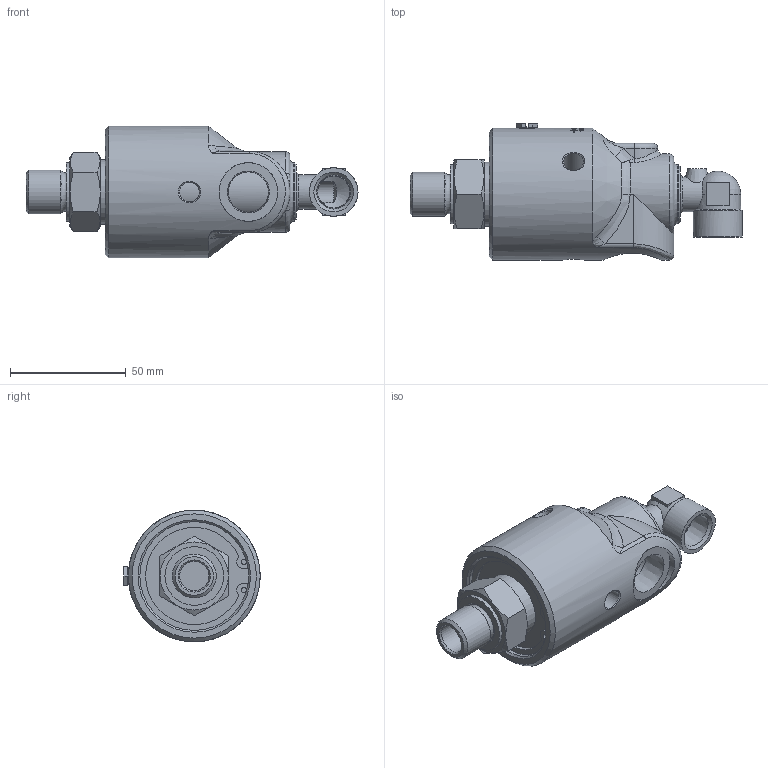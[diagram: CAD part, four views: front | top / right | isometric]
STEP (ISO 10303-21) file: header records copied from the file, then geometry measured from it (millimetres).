
FILE_DESCRIPTION(/* description */ (''),/* implementation_level */ '2;1');
FILE_NAME(/* name */ '157-000-022061-IC.stp',/* time_stamp */ '2020-05-19T16:19:46-05:00',/* author */ ('Moorera'),/* organization */ (''),/* preprocessor_version */ 'ST-DEVELOPER v18.1',/* originating_system */ 'Autodesk Inventor 2020',/* authorisation */ '');
FILE_SCHEMA (('AUTOMOTIVE_DESIGN { 1 0 10303 214 3 1 1 }'));
Products named in the file (1): 157-000-022061-IC
Bounding box: 143.67 x 58.95 x 57 mm (x, y, z)
Volume: 177902.5 mm3; surface area: 29104.3 mm2
Topology: 1 solids, 2 shells, 457 faces, 1209 edges, 803 vertices
Faces by surface type: bspline 215, plane 135, cylinder 74, cone 26, torus 6, sphere 1
Full cylindrical faces by diameter (mm): 2.362 x2, 6.325 x1, 8.6 x3, 9.53 x1, 12.7 x1, 13.889 x1, 15 x1, 17.475 x1, 19 x1, 19.011 x1, 21 x1, 25.4 x3, 27.8 x1, 47.07 x1, 57 x1
Entity records: 61430 total; most frequent: CARTESIAN_POINT 50975, ORIENTED_EDGE 2408, DIRECTION 1623, EDGE_CURVE 1204, VERTEX_POINT 803, AXIS2_PLACEMENT_3D 588, EDGE_LOOP 511, FACE_OUTER_BOUND 457
